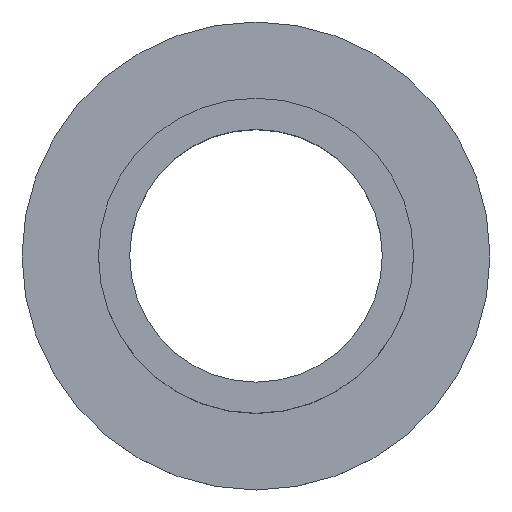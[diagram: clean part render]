
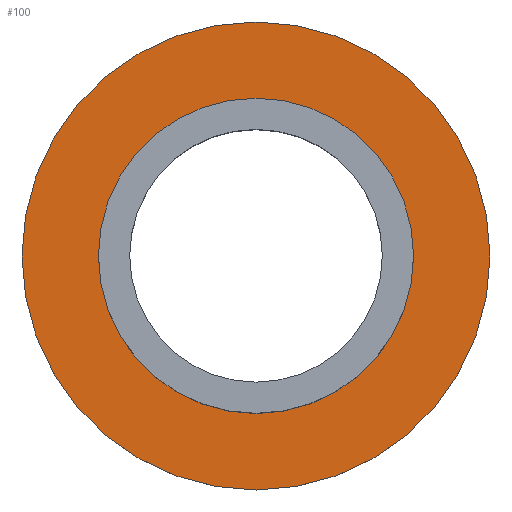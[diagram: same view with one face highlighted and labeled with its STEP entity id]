
A CAD part, top view. The second image highlights one B-rep face of the part: STEP entity #100.
In plain terms, the highlighted planar face has unit normal (0, 0, 1).
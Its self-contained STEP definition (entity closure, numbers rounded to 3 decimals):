
#16=FACE_BOUND('',#36,.T.);
#19=PLANE('',#125);
#27=FACE_OUTER_BOUND('',#35,.T.);
#35=EDGE_LOOP('',(#84));
#36=EDGE_LOOP('',(#85));
#51=CIRCLE('',#122,7.5);
#53=CIRCLE('',#126,5.05);
#58=VERTEX_POINT('',#174);
#60=VERTEX_POINT('',#181);
#67=EDGE_CURVE('',#58,#58,#51,.T.);
#69=EDGE_CURVE('',#60,#60,#53,.T.);
#84=ORIENTED_EDGE('',*,*,#67,.T.);
#85=ORIENTED_EDGE('',*,*,#69,.F.);
#100=ADVANCED_FACE('',(#27,#16),#19,.T.);
#122=AXIS2_PLACEMENT_3D('',#176,#144,#145);
#125=AXIS2_PLACEMENT_3D('',#180,#150,#151);
#126=AXIS2_PLACEMENT_3D('',#182,#152,#153);
#144=DIRECTION('center_axis',(0.,0.,1.));
#145=DIRECTION('ref_axis',(1.,0.,0.));
#150=DIRECTION('center_axis',(0.,0.,1.));
#151=DIRECTION('ref_axis',(1.,0.,0.));
#152=DIRECTION('center_axis',(0.,0.,1.));
#153=DIRECTION('ref_axis',(1.,0.,0.));
#174=CARTESIAN_POINT('',(-7.5,0.,0.));
#176=CARTESIAN_POINT('Origin',(0.,0.,0.));
#180=CARTESIAN_POINT('Origin',(0.,0.,0.));
#181=CARTESIAN_POINT('',(-5.05,0.,0.));
#182=CARTESIAN_POINT('Origin',(0.,0.,0.));
